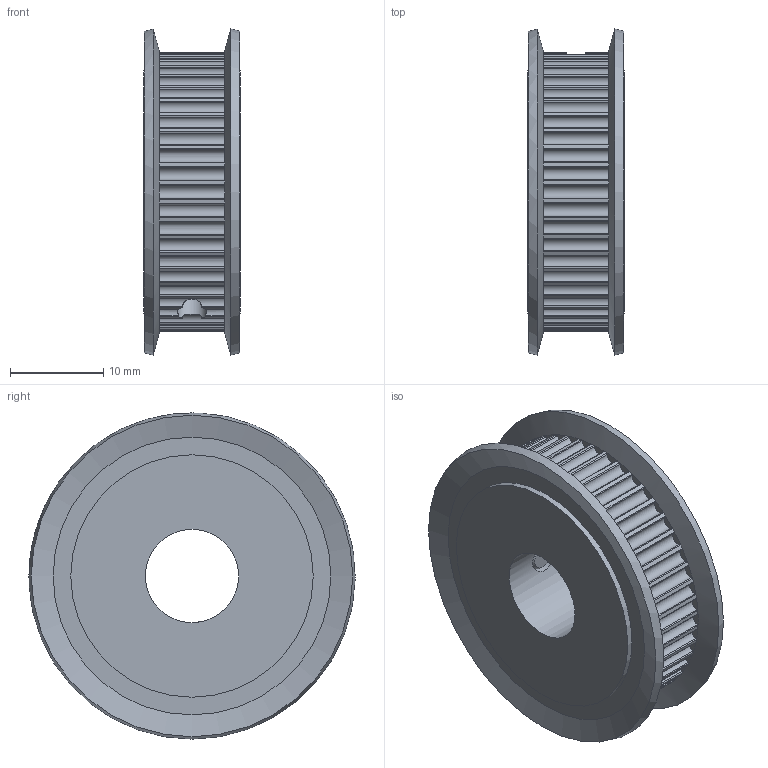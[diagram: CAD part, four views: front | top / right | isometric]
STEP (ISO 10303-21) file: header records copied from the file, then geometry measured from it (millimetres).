
FILE_DESCRIPTION( ( 'STEP AP203' ), '1' );
FILE_NAME( 'GPA48GT2060-A-P10_2_03.stp', ' ', ( ' ' ), ( ' ' ), 'PSStep 15.0.47', 'PARTsolutions', ' ' );
FILE_SCHEMA( ( 'CONFIG_CONTROL_DESIGN' ) );
Length unit declared in the file: millimetre
Products named in the file (3): GPA48GT2060-A-P10; _GPA48GT2060-A-P10_b; _SET-SCREW4-3
Assembly tree (3 placements, depth 2):
  GPA48GT2060-A-P10
    _GPA48GT2060-A-P10_b
    _SET-SCREW4-3  x2
Bounding box: 10.3 x 35 x 35 mm (x, y, z)
Volume: 6380.7 mm3; surface area: 4186.4 mm2
Topology: 3 solids, 3 shells, 353 faces, 829 edges, 482 vertices
Faces by surface type: cylinder 213, plane 128, cone 12
Full cylindrical faces by diameter (mm): 3.242 x2, 4 x2, 10 x1, 26 x2
Entity records: 9970 total; most frequent: CARTESIAN_POINT 1962, DIRECTION 1914, ORIENTED_EDGE 1536, AXIS2_PLACEMENT_3D 841, EDGE_CURVE 768, CIRCLE 502, VERTEX_POINT 453, EDGE_LOOP 356
